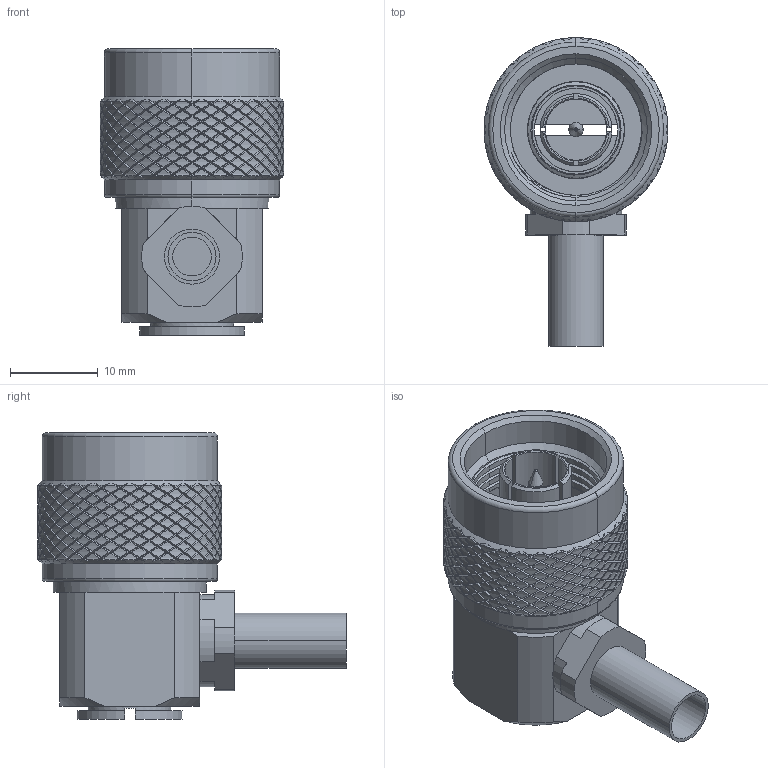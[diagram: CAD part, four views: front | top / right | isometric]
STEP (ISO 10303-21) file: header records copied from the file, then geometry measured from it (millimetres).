
FILE_DESCRIPTION (( 'STEP AP214' ), '1' );
FILE_NAME ('25-105-B3-AH.STEP', '2025-02-27T10:25:49', ( '' ), ( '' ), 'SwSTEP 2.0', 'SolidWorks 2024', '' );
FILE_SCHEMA (( 'AUTOMOTIVE_DESIGN' ));
Length unit declared in the file: millimetre
Products named in the file (1): 25-105-B3-AH
Bounding box: 21 x 35.2 x 32.75 mm (x, y, z)
Surface area: 4735.7 mm2 (no closed solid volume)
Topology: 0 solids, 9 shells, 2248 faces, 4825 edges, 2558 vertices
Faces by surface type: bspline 1683, cylinder 490, plane 42, cone 27, torus 4, sphere 2
Entity records: 112190 total; most frequent: CARTESIAN_POINT 83638, ORIENTED_EDGE 9487, EDGE_CURVE 4825, VERTEX_POINT 2558, EDGE_LOOP 2255, FACE_OUTER_BOUND 2248, ADVANCED_FACE 2248, DIRECTION 1838
